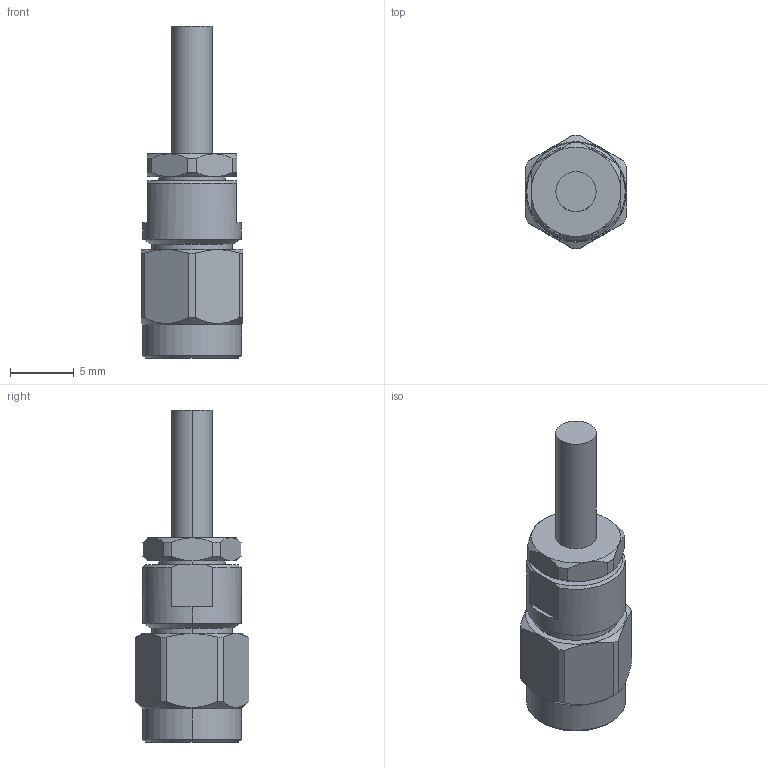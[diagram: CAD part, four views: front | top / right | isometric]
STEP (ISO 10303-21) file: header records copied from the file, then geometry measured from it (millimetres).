
FILE_DESCRIPTION (( 'STEP AP203' ), '1' );
FILE_NAME ('R125.069.000B.STEP', '2014-08-19T13:04:06', ( 'adminradiall' ), ( 'Microsoft' ), 'SwSTEP 2.0', 'SolidWorks 2014', '' );
FILE_SCHEMA (( 'CONFIG_CONTROL_DESIGN' ));
Length unit declared in the file: millimetre
Products named in the file (1): R125.069.000B
Bounding box: 7.94 x 8.9 x 25.98 mm (x, y, z)
Volume: 726.1 mm3; surface area: 895.4 mm2
Topology: 1 solids, 1 shells, 98 faces, 236 edges, 146 vertices
Faces by surface type: cylinder 36, cone 32, plane 30
Entity records: 3109 total; most frequent: CARTESIAN_POINT 741, DIRECTION 498, ORIENTED_EDGE 472, EDGE_CURVE 236, AXIS2_PLACEMENT_3D 207, VERTEX_POINT 146, CIRCLE 108, EDGE_LOOP 106
